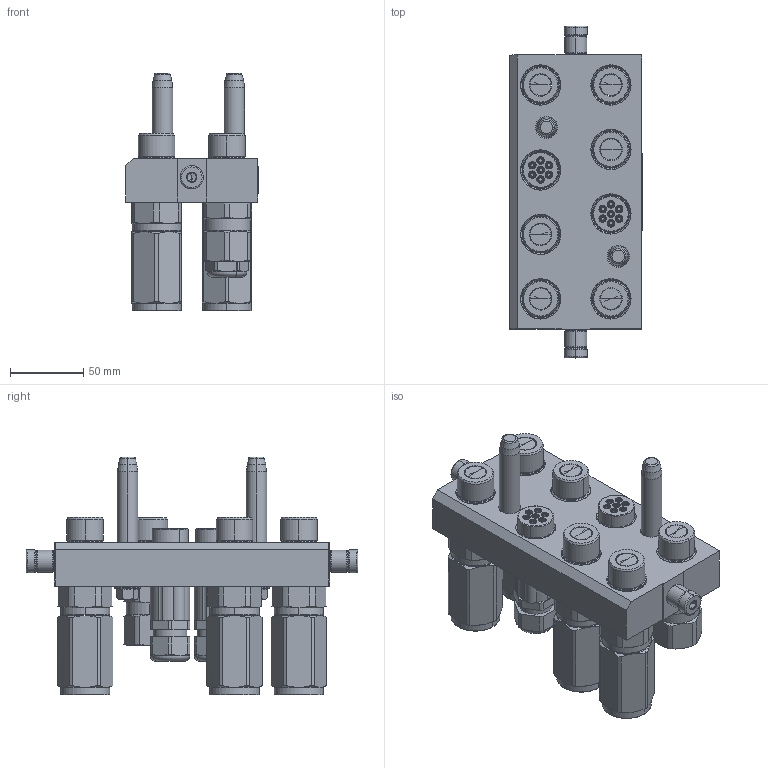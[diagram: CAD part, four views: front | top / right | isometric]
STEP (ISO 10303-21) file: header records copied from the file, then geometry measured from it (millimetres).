
FILE_DESCRIPTION (( 'STEP AP214' ), '1' );
FILE_NAME ('FASTER.step', '2022-07-28T09:45:40', ( '' ), ( '' ), 'SwSTEP 2.0', 'SolidWorks 2017', '' );
FILE_SCHEMA (( 'AUTOMOTIVE_DESIGN' ));
Length unit declared in the file: millimetre
Products named in the file (14): 3ffnp12_gas_m; 4850_010_0000_020; 4830_021_1000_000; 2ffnp12-18g_m; 4830_028_1000_011; 4830_013_3000_030; P808_M_BASE; et002; FASTER; 1540_080_0008_000; conn_7p_m; 4830_044_0000_000; corspel08-7_m
Assembly tree (24 placements, depth 3):
  FASTER
    P808_M_BASE
      4850_010_0000_020
      4830_021_1000_000  x2
      1540_080_0008_000  x2
      4830_013_3000_030  x2
      4830_028_1000_011  x2
    3ffnp12_gas_m  x4
      3ffnp12_gas_m
    conn_7p_m  x2
      4830_044_0000_000
      corspel08-7_m
    2ffnp12-18g_m  x2
    et002
Bounding box: 90.3 x 226.6 x 162.2 mm (x, y, z)
Volume: 75409.1 mm3; surface area: 229162.9 mm2
Topology: 9 solids, 92 shells, 3320 faces, 9309 edges, 6044 vertices
Faces by surface type: plane 1641, cylinder 709, cone 588, torus 228, bspline 142, sphere 12
Entity records: 73272 total; most frequent: CARTESIAN_POINT 17768, ORIENTED_EDGE 9951, DIRECTION 9582, EDGE_CURVE 5187, LINE 3486, VECTOR 3486, VERTEX_POINT 3360, AXIS2_PLACEMENT_3D 3048
